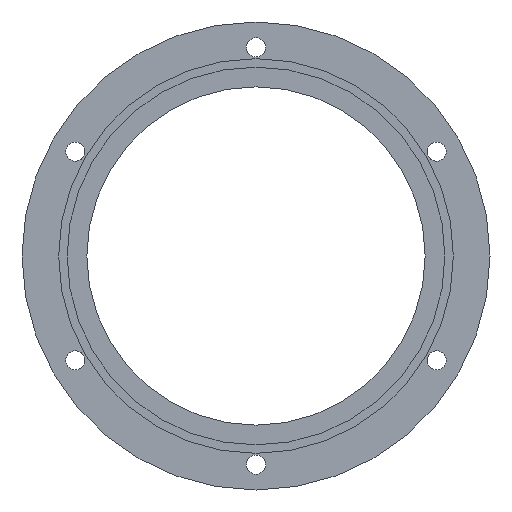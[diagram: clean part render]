
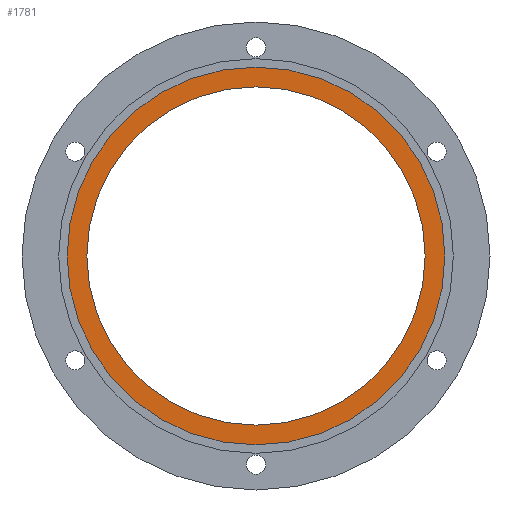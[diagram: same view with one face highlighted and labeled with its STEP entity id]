
A CAD part, front view. The second image highlights one B-rep face of the part: STEP entity #1781.
In plain terms, the highlighted planar face has unit normal (0, -1, 0).
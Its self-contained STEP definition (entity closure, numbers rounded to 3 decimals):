
#26 = ORIENTED_EDGE ( 'NONE', *, *, #936, .F. ) ;
#39 = CARTESIAN_POINT ( 'NONE',  ( 0., 0., 33.5 ) ) ;
#58 = VERTEX_POINT ( 'NONE', #490 ) ;
#77 = CARTESIAN_POINT ( 'NONE',  ( 0., 0., 0. ) ) ;
#78 = EDGE_LOOP ( 'NONE', ( #1716, #1571 ) ) ;
#95 = AXIS2_PLACEMENT_3D ( 'NONE', #1585, #1438, #99 ) ;
#99 = DIRECTION ( 'NONE',  ( 0., 0., 1. ) ) ;
#117 = AXIS2_PLACEMENT_3D ( 'NONE', #77, #1723, #1258 ) ;
#118 = CARTESIAN_POINT ( 'NONE',  ( 0., 0., 0. ) ) ;
#251 = AXIS2_PLACEMENT_3D ( 'NONE', #1713, #655, #666 ) ;
#392 = FACE_OUTER_BOUND ( 'NONE', #78, .T. ) ;
#410 = EDGE_LOOP ( 'NONE', ( #563, #26 ) ) ;
#473 = VERTEX_POINT ( 'NONE', #1529 ) ;
#490 = CARTESIAN_POINT ( 'NONE',  ( 0., 0., -33.5 ) ) ;
#557 = CARTESIAN_POINT ( 'NONE',  ( 0., 0., -30. ) ) ;
#563 = ORIENTED_EDGE ( 'NONE', *, *, #616, .F. ) ;
#573 = DIRECTION ( 'NONE',  ( 0., 0., -1. ) ) ;
#616 = EDGE_CURVE ( 'NONE', #865, #473, #928, .T. ) ;
#655 = DIRECTION ( 'NONE',  ( 0., -1., 0. ) ) ;
#666 = DIRECTION ( 'NONE',  ( 0., 0., -1. ) ) ;
#678 = EDGE_CURVE ( 'NONE', #58, #1617, #997, .T. ) ;
#842 = FACE_BOUND ( 'NONE', #410, .T. ) ;
#865 = VERTEX_POINT ( 'NONE', #557 ) ;
#870 = CIRCLE ( 'NONE', #1675, 30. ) ;
#928 = CIRCLE ( 'NONE', #117, 30. ) ;
#936 = EDGE_CURVE ( 'NONE', #473, #865, #870, .T. ) ;
#991 = PLANE ( 'NONE',  #95 ) ;
#997 = CIRCLE ( 'NONE', #1708, 33.5 ) ;
#1013 = DIRECTION ( 'NONE',  ( 0., -1., 0. ) ) ;
#1027 = CARTESIAN_POINT ( 'NONE',  ( 0., 0., 0. ) ) ;
#1212 = CIRCLE ( 'NONE', #251, 33.5 ) ;
#1258 = DIRECTION ( 'NONE',  ( 0., 0., -1. ) ) ;
#1435 = DIRECTION ( 'NONE',  ( 0., -1., 0. ) ) ;
#1438 = DIRECTION ( 'NONE',  ( 0., 1., 0. ) ) ;
#1529 = CARTESIAN_POINT ( 'NONE',  ( 0., 0., 30. ) ) ;
#1571 = ORIENTED_EDGE ( 'NONE', *, *, #1847, .T. ) ;
#1585 = CARTESIAN_POINT ( 'NONE',  ( 0., 0., 30. ) ) ;
#1617 = VERTEX_POINT ( 'NONE', #39 ) ;
#1675 = AXIS2_PLACEMENT_3D ( 'NONE', #1027, #1435, #1912 ) ;
#1708 = AXIS2_PLACEMENT_3D ( 'NONE', #118, #1013, #573 ) ;
#1713 = CARTESIAN_POINT ( 'NONE',  ( 0., 0., 0. ) ) ;
#1716 = ORIENTED_EDGE ( 'NONE', *, *, #678, .T. ) ;
#1723 = DIRECTION ( 'NONE',  ( 0., -1., 0. ) ) ;
#1781 = ADVANCED_FACE ( 'NONE', ( #842, #392 ), #991, .F. ) ;
#1847 = EDGE_CURVE ( 'NONE', #1617, #58, #1212, .T. ) ;
#1912 = DIRECTION ( 'NONE',  ( 0., 0., -1. ) ) ;
